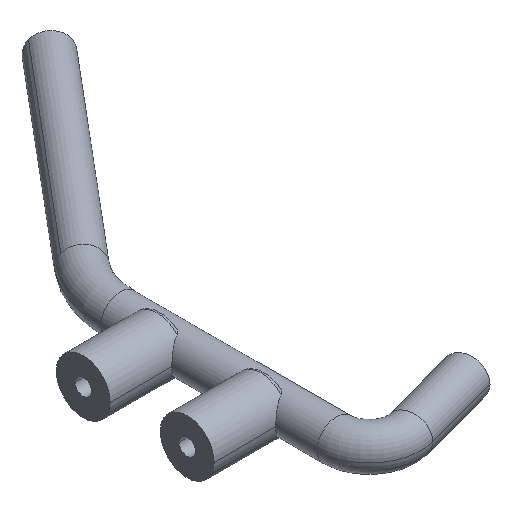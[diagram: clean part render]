
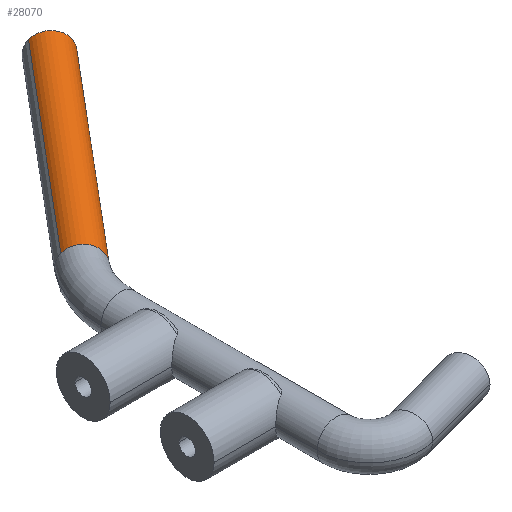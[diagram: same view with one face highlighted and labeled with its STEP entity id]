
A CAD part, isometric view. The second image highlights one B-rep face of the part: STEP entity #28070.
In plain terms, the highlighted cylindrical face has radius 6 mm (diameter 12 mm), a partial arc.
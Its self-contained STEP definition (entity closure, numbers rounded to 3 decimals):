
#16260=CARTESIAN_POINT('',(11.381,97.34,
0.));
#16270=VERTEX_POINT('',#16260);
#16300=CARTESIAN_POINT('',(6.785,101.197,
0.));
#16310=DIRECTION('',(-0.643,-0.766,-0.));
#16320=DIRECTION('',(0.587,-0.492,
-0.643));
#16330=AXIS2_PLACEMENT_3D('',#16300,#16310,#16320);
#16340=CIRCLE('',#16330,6.);
#16350=CARTESIAN_POINT('',(10.306,98.243,
-3.857));
#16360=VERTEX_POINT('',#16350);
#16370=EDGE_CURVE('',#16360,#16270,#16340,.T.);
#16890=CARTESIAN_POINT('',(58.764,163.143,
0.));
#16900=DIRECTION('',(0.643,0.766,
0.));
#16910=DIRECTION('',(0.587,-0.492,
-0.643));
#16920=AXIS2_PLACEMENT_3D('',#16890,#16900,#16910);
#16930=CIRCLE('',#16920,6.);
#16960=CARTESIAN_POINT('',(55.243,166.098,
3.857));
#16970=VERTEX_POINT('',#16960);
#17000=CARTESIAN_POINT('',(64.592,177.239,
3.857));
#17010=DIRECTION('',(0.643,0.766,0.));
#17020=VECTOR('',#17010,1.);
#17030=LINE('',#17000,#17020);
#17040=CARTESIAN_POINT('',(3.264,104.151,
3.857));
#17050=VERTEX_POINT('',#17040);
#17060=EDGE_CURVE('',#17050,#16970,#17030,.T.);
#17110=CARTESIAN_POINT('',(71.634,171.331,
-3.857));
#17120=DIRECTION('',(0.643,0.766,0.));
#17130=VECTOR('',#17120,1.);
#17140=LINE('',#17110,#17130);
#17150=CARTESIAN_POINT('',(62.285,160.189,
-3.857));
#17160=VERTEX_POINT('',#17150);
#17170=EDGE_CURVE('',#16360,#17160,#17140,.T.);
#17700=CARTESIAN_POINT('',(63.36,159.287,0.));
#17710=VERTEX_POINT('',#17700);
#17740=EDGE_CURVE('',#16970,#17710,#16930,.T.);
#27730=EDGE_CURVE('',#16270,#17050,#16340,.T.);
#27930=CARTESIAN_POINT('',(68.113,174.285,
0.));
#27940=DIRECTION('',(0.643,0.766,0.));
#27950=DIRECTION('',(0.587,-0.492,
-0.643));
#27960=AXIS2_PLACEMENT_3D('',#27930,#27940,#27950);
#27970=CYLINDRICAL_SURFACE('',#27960,6.);
#27980=ORIENTED_EDGE('',*,*,#16370,.F.);
#27990=ORIENTED_EDGE('',*,*,#27730,.F.);
#28000=ORIENTED_EDGE('',*,*,#17060,.F.);
#28010=ORIENTED_EDGE('',*,*,#17740,.F.);
#28020=EDGE_CURVE('',#17710,#17160,#16930,.T.);
#28030=ORIENTED_EDGE('',*,*,#28020,.F.);
#28040=ORIENTED_EDGE('',*,*,#17170,.T.);
#28050=EDGE_LOOP('',(#28040,#28030,#28010,#28000,#27990,#27980));
#28060=FACE_OUTER_BOUND('',#28050,.T.);
#28070=ADVANCED_FACE('',(#28060),#27970,.T.);
